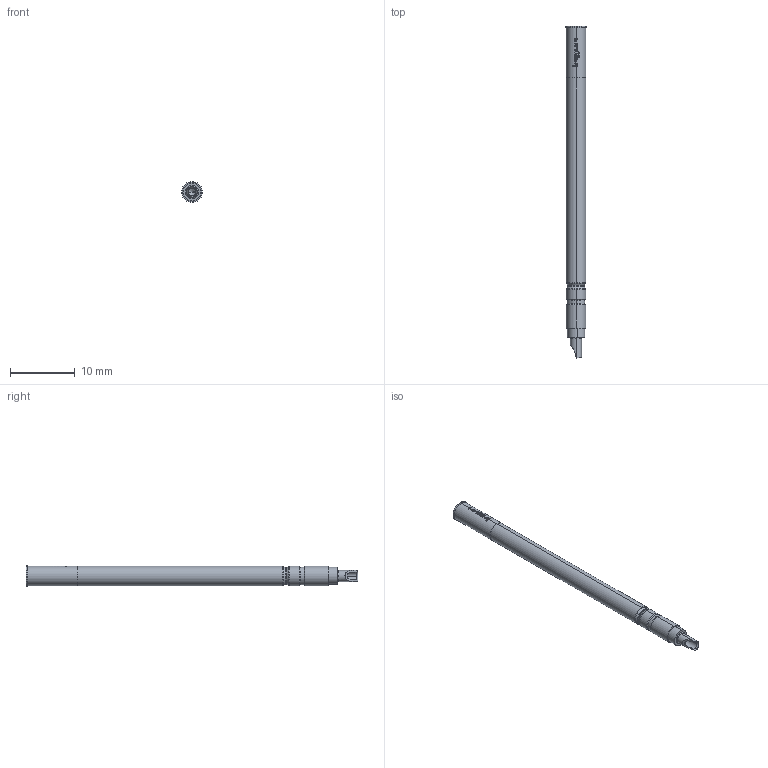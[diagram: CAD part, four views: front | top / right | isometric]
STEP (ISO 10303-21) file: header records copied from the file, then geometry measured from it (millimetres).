
FILE_DESCRIPTION (( 'STEP AP203' ), '1' );
FILE_NAME ('INGUN_KS-425_S.STEP', '2021-09-08T10:08:25', ( 'ochi' ), ( '' ), 'SwSTEP 2.0', 'SolidWorks 2018', '' );
FILE_SCHEMA (( 'CONFIG_CONTROL_DESIGN' ));
Length unit declared in the file: millimetre
Products named in the file (1): INGUN_KS-425_S
Bounding box: 3.2 x 51.1 x 3.2 mm (x, y, z)
Volume: 335.1 mm3; surface area: 483.9 mm2
Topology: 1 solids, 1 shells, 133 faces, 347 edges, 218 vertices
Faces by surface type: plane 45, cylinder 42, bspline 22, cone 16, torus 8
Entity records: 4476 total; most frequent: CARTESIAN_POINT 1276, ORIENTED_EDGE 690, DIRECTION 615, EDGE_CURVE 345, AXIS2_PLACEMENT_3D 249, VERTEX_POINT 218, CIRCLE 137, EDGE_LOOP 137
